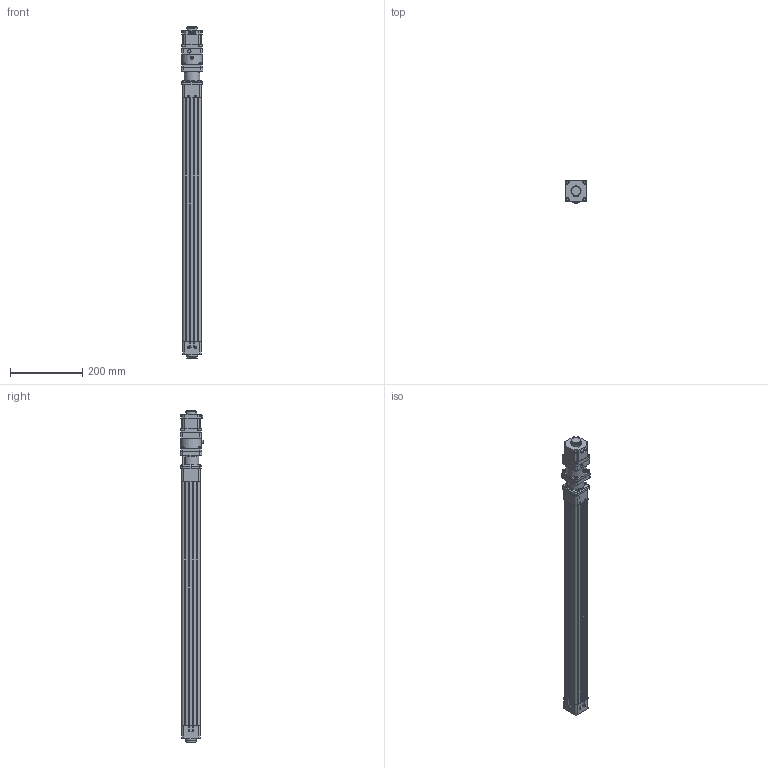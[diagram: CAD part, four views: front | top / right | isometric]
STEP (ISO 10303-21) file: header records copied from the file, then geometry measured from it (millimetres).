
FILE_DESCRIPTION (( 'STEP AP203' ), '1' );
FILE_NAME ('RSA24_BN02_SK24.000_RS-489606-1.step', '2025-05-30T19:01:39', ( '' ), ( '' ), 'SwSTEP 2.0', 'SolidWorks 2024', '' );
FILE_SCHEMA (( 'CONFIG_CONTROL_DESIGN' ));
Length unit declared in the file: inch
Products named in the file (5): tempJoin0_36049900_RSA24_BN02_SK24.000_RS-489606-1; RSA24_BN02_SK24.000_RS-489606-1; Base_RSA24_BN02_SK24.000_RS-489606-1; tempJoin5_45109053_RSA24_BN02_SK24.000_RS-489606-1; tempJoin0_11249085_RSA24_BN02_SK24.000_RS-489606-1
Assembly tree (4 placements, depth 2):
  RSA24_BN02_SK24.000_RS-489606-1
    tempJoin5_45109053_RSA24_BN02_SK24.000_RS-489606-1
    tempJoin0_36049900_RSA24_BN02_SK24.000_RS-489606-1
    tempJoin0_11249085_RSA24_BN02_SK24.000_RS-489606-1
    Base_RSA24_BN02_SK24.000_RS-489606-1
Bounding box: 59.87 x 65.33 x 916.94 mm (x, y, z)
Volume: 1828943.5 mm3; surface area: 454147.3 mm2
Topology: 8 solids, 28 shells, 1190 faces, 2896 edges, 1874 vertices
Faces by surface type: plane 720, cylinder 349, cone 57, bspline 34, torus 24, sphere 6
Full cylindrical faces by diameter (mm): 0.75 x4, 1 x6, 1.981 x2, 2.459 x1, 2.5 x1, 2.921 x4, 3.3 x8, 3.797 x4, 3.969 x2, 3.988 x2, 4 x13, 4.134 x4, 4.572 x1, 4.623 x4, 4.826 x4, 5 x8, 5.001 x4, 5.1 x4, 5.105 x4, 5.2 x1, 5.5 x4, 6.35 x4, 6.7 x1, 7 x9, 7.874 x4, 7.973 x1, 8 x2, 8.5 x16, 8.8 x4, 9.525 x1
Entity records: 35157 total; most frequent: CARTESIAN_POINT 7935, DIRECTION 5572, ORIENTED_EDGE 5128, EDGE_CURVE 2564, AXIS2_PLACEMENT_3D 1980, VERTEX_POINT 1777, VECTOR 1612, LINE 1612
